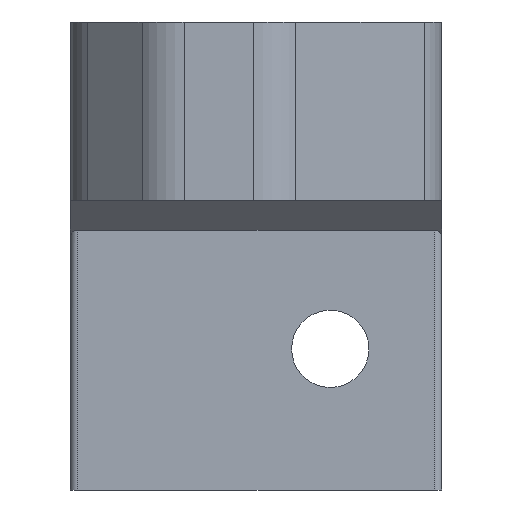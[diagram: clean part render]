
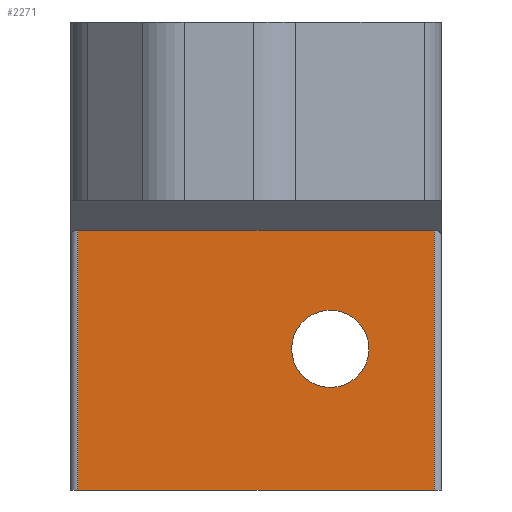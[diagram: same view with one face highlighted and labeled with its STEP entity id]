
A CAD part, left-side view. The second image highlights one B-rep face of the part: STEP entity #2271.
In plain terms, the highlighted planar face has unit normal (-1, 0, 0).
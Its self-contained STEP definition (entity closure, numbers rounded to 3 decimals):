
#44 = PLANE('',#45);
#45 = AXIS2_PLACEMENT_3D('',#46,#47,#48);
#46 = CARTESIAN_POINT('',(15.885,-0.506,-31.5));
#47 = DIRECTION('',(-0.,-0.,-1.));
#48 = DIRECTION('',(-1.,0.,0.));
#235 = PLANE('',#236);
#236 = AXIS2_PLACEMENT_3D('',#237,#238,#239);
#237 = CARTESIAN_POINT('',(16.,10.,-13.));
#238 = DIRECTION('',(-0.707,-0.,-0.707));
#239 = DIRECTION('',(0.,-1.,0.));
#284 = CYLINDRICAL_SURFACE('',#285,0.5);
#285 = AXIS2_PLACEMENT_3D('',#286,#287,#288);
#286 = CARTESIAN_POINT('',(17.5,9.5,-14.));
#287 = DIRECTION('',(-0.,-0.,-1.));
#288 = DIRECTION('',(0.,1.,0.));
#353 = VERTEX_POINT('',#354);
#354 = CARTESIAN_POINT('',(17.,9.5,-31.5));
#380 = EDGE_CURVE('',#353,#381,#383,.T.);
#381 = VERTEX_POINT('',#382);
#382 = CARTESIAN_POINT('',(17.,-14.5,-31.5));
#383 = SURFACE_CURVE('',#384,(#388,#395),.PCURVE_S1.);
#384 = LINE('',#385,#386);
#385 = CARTESIAN_POINT('',(17.,15.,-31.5));
#386 = VECTOR('',#387,1.);
#387 = DIRECTION('',(-0.,-1.,-0.));
#388 = PCURVE('',#44,#389);
#389 = DEFINITIONAL_REPRESENTATION('',(#390),#394);
#390 = LINE('',#391,#392);
#391 = CARTESIAN_POINT('',(-1.115,15.506));
#392 = VECTOR('',#393,1.);
#393 = DIRECTION('',(-0.,-1.));
#394 = ( GEOMETRIC_REPRESENTATION_CONTEXT(2) 
PARAMETRIC_REPRESENTATION_CONTEXT() REPRESENTATION_CONTEXT('2D SPACE',''
  ) );
#395 = PCURVE('',#396,#401);
#396 = PLANE('',#397);
#397 = AXIS2_PLACEMENT_3D('',#398,#399,#400);
#398 = CARTESIAN_POINT('',(17.,15.,-31.5));
#399 = DIRECTION('',(-1.,-0.,-0.));
#400 = DIRECTION('',(0.,1.,0.));
#401 = DEFINITIONAL_REPRESENTATION('',(#402),#406);
#402 = LINE('',#403,#404);
#403 = CARTESIAN_POINT('',(-0.,-0.));
#404 = VECTOR('',#405,1.);
#405 = DIRECTION('',(-1.,0.));
#406 = ( GEOMETRIC_REPRESENTATION_CONTEXT(2) 
PARAMETRIC_REPRESENTATION_CONTEXT() REPRESENTATION_CONTEXT('2D SPACE',''
  ) );
#429 = CYLINDRICAL_SURFACE('',#430,0.5);
#430 = AXIS2_PLACEMENT_3D('',#431,#432,#433);
#431 = CARTESIAN_POINT('',(17.5,-14.5,-31.5));
#432 = DIRECTION('',(0.,0.,1.));
#433 = DIRECTION('',(-1.,0.,0.));
#500 = VERTEX_POINT('',#501);
#501 = CARTESIAN_POINT('',(17.,9.5,-14.));
#533 = EDGE_CURVE('',#500,#353,#534,.T.);
#534 = SURFACE_CURVE('',#535,(#539,#546),.PCURVE_S1.);
#535 = LINE('',#536,#537);
#536 = CARTESIAN_POINT('',(17.,9.5,-14.));
#537 = VECTOR('',#538,1.);
#538 = DIRECTION('',(-0.,-0.,-1.));
#539 = PCURVE('',#284,#540);
#540 = DEFINITIONAL_REPRESENTATION('',(#541),#545);
#541 = LINE('',#542,#543);
#542 = CARTESIAN_POINT('',(-1.571,0.));
#543 = VECTOR('',#544,1.);
#544 = DIRECTION('',(-0.,1.));
#545 = ( GEOMETRIC_REPRESENTATION_CONTEXT(2) 
PARAMETRIC_REPRESENTATION_CONTEXT() REPRESENTATION_CONTEXT('2D SPACE',''
  ) );
#546 = PCURVE('',#396,#547);
#547 = DEFINITIONAL_REPRESENTATION('',(#548),#552);
#548 = LINE('',#549,#550);
#549 = CARTESIAN_POINT('',(-5.5,-17.5));
#550 = VECTOR('',#551,1.);
#551 = DIRECTION('',(-0.,1.));
#552 = ( GEOMETRIC_REPRESENTATION_CONTEXT(2) 
PARAMETRIC_REPRESENTATION_CONTEXT() REPRESENTATION_CONTEXT('2D SPACE',''
  ) );
#613 = EDGE_CURVE('',#500,#614,#616,.T.);
#614 = VERTEX_POINT('',#615);
#615 = CARTESIAN_POINT('',(17.,-14.5,-14.));
#616 = SURFACE_CURVE('',#617,(#621,#628),.PCURVE_S1.);
#617 = LINE('',#618,#619);
#618 = CARTESIAN_POINT('',(17.,10.,-14.));
#619 = VECTOR('',#620,1.);
#620 = DIRECTION('',(-0.,-1.,-0.));
#621 = PCURVE('',#235,#622);
#622 = DEFINITIONAL_REPRESENTATION('',(#623),#627);
#623 = LINE('',#624,#625);
#624 = CARTESIAN_POINT('',(0.,-1.414));
#625 = VECTOR('',#626,1.);
#626 = DIRECTION('',(1.,0.));
#627 = ( GEOMETRIC_REPRESENTATION_CONTEXT(2) 
PARAMETRIC_REPRESENTATION_CONTEXT() REPRESENTATION_CONTEXT('2D SPACE',''
  ) );
#628 = PCURVE('',#396,#629);
#629 = DEFINITIONAL_REPRESENTATION('',(#630),#634);
#630 = LINE('',#631,#632);
#631 = CARTESIAN_POINT('',(-5.,-17.5));
#632 = VECTOR('',#633,1.);
#633 = DIRECTION('',(-1.,0.));
#634 = ( GEOMETRIC_REPRESENTATION_CONTEXT(2) 
PARAMETRIC_REPRESENTATION_CONTEXT() REPRESENTATION_CONTEXT('2D SPACE',''
  ) );
#1940 = CYLINDRICAL_SURFACE('',#1941,2.6);
#1941 = AXIS2_PLACEMENT_3D('',#1942,#1943,#1944);
#1942 = CARTESIAN_POINT('',(17.,-7.5,-22.));
#1943 = DIRECTION('',(-1.,-0.,-0.));
#1944 = DIRECTION('',(0.,-1.,0.));
#2251 = EDGE_CURVE('',#381,#614,#2252,.T.);
#2252 = SURFACE_CURVE('',#2253,(#2257,#2264),.PCURVE_S1.);
#2253 = LINE('',#2254,#2255);
#2254 = CARTESIAN_POINT('',(17.,-14.5,-31.5));
#2255 = VECTOR('',#2256,1.);
#2256 = DIRECTION('',(0.,0.,1.));
#2257 = PCURVE('',#429,#2258);
#2258 = DEFINITIONAL_REPRESENTATION('',(#2259),#2263);
#2259 = LINE('',#2260,#2261);
#2260 = CARTESIAN_POINT('',(0.,0.));
#2261 = VECTOR('',#2262,1.);
#2262 = DIRECTION('',(0.,1.));
#2263 = ( GEOMETRIC_REPRESENTATION_CONTEXT(2) 
PARAMETRIC_REPRESENTATION_CONTEXT() REPRESENTATION_CONTEXT('2D SPACE',''
  ) );
#2264 = PCURVE('',#396,#2265);
#2265 = DEFINITIONAL_REPRESENTATION('',(#2266),#2270);
#2266 = LINE('',#2267,#2268);
#2267 = CARTESIAN_POINT('',(-29.5,0.));
#2268 = VECTOR('',#2269,1.);
#2269 = DIRECTION('',(-0.,-1.));
#2270 = ( GEOMETRIC_REPRESENTATION_CONTEXT(2) 
PARAMETRIC_REPRESENTATION_CONTEXT() REPRESENTATION_CONTEXT('2D SPACE',''
  ) );
#2271 = ADVANCED_FACE('',(#2272,#2278),#396,.T.);
#2272 = FACE_BOUND('',#2273,.F.);
#2273 = EDGE_LOOP('',(#2274,#2275,#2276,#2277));
#2274 = ORIENTED_EDGE('',*,*,#613,.T.);
#2275 = ORIENTED_EDGE('',*,*,#2251,.F.);
#2276 = ORIENTED_EDGE('',*,*,#380,.F.);
#2277 = ORIENTED_EDGE('',*,*,#533,.F.);
#2278 = FACE_BOUND('',#2279,.F.);
#2279 = EDGE_LOOP('',(#2280));
#2280 = ORIENTED_EDGE('',*,*,#2281,.F.);
#2281 = EDGE_CURVE('',#2282,#2282,#2284,.T.);
#2282 = VERTEX_POINT('',#2283);
#2283 = CARTESIAN_POINT('',(17.,-10.1,-22.));
#2284 = SURFACE_CURVE('',#2285,(#2290,#2301),.PCURVE_S1.);
#2285 = CIRCLE('',#2286,2.6);
#2286 = AXIS2_PLACEMENT_3D('',#2287,#2288,#2289);
#2287 = CARTESIAN_POINT('',(17.,-7.5,-22.));
#2288 = DIRECTION('',(1.,0.,0.));
#2289 = DIRECTION('',(0.,-1.,0.));
#2290 = PCURVE('',#396,#2291);
#2291 = DEFINITIONAL_REPRESENTATION('',(#2292),#2300);
#2292 = ( BOUNDED_CURVE() B_SPLINE_CURVE(2,(#2293,#2294,#2295,#2296,
#2297,#2298,#2299),.UNSPECIFIED.,.T.,.F.) B_SPLINE_CURVE_WITH_KNOTS((1,2
    ,2,2,2,1),(-2.094,0.,2.094,4.189,
6.283,8.378),.UNSPECIFIED.) CURVE() 
GEOMETRIC_REPRESENTATION_ITEM() RATIONAL_B_SPLINE_CURVE((1.,0.5,1.,0.5,
1.,0.5,1.)) REPRESENTATION_ITEM('') );
#2293 = CARTESIAN_POINT('',(-25.1,-9.5));
#2294 = CARTESIAN_POINT('',(-25.1,-4.997));
#2295 = CARTESIAN_POINT('',(-21.2,-7.248));
#2296 = CARTESIAN_POINT('',(-17.3,-9.5));
#2297 = CARTESIAN_POINT('',(-21.2,-11.752));
#2298 = CARTESIAN_POINT('',(-25.1,-14.003));
#2299 = CARTESIAN_POINT('',(-25.1,-9.5));
#2300 = ( GEOMETRIC_REPRESENTATION_CONTEXT(2) 
PARAMETRIC_REPRESENTATION_CONTEXT() REPRESENTATION_CONTEXT('2D SPACE',''
  ) );
#2301 = PCURVE('',#1940,#2302);
#2302 = DEFINITIONAL_REPRESENTATION('',(#2303),#2307);
#2303 = LINE('',#2304,#2305);
#2304 = CARTESIAN_POINT('',(-0.,0.));
#2305 = VECTOR('',#2306,1.);
#2306 = DIRECTION('',(-1.,0.));
#2307 = ( GEOMETRIC_REPRESENTATION_CONTEXT(2) 
PARAMETRIC_REPRESENTATION_CONTEXT() REPRESENTATION_CONTEXT('2D SPACE',''
  ) );
